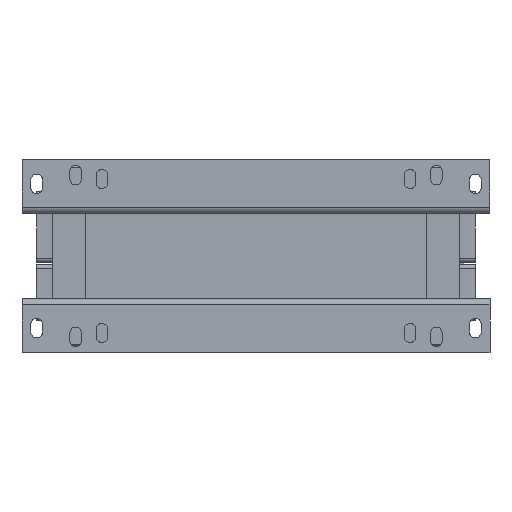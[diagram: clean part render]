
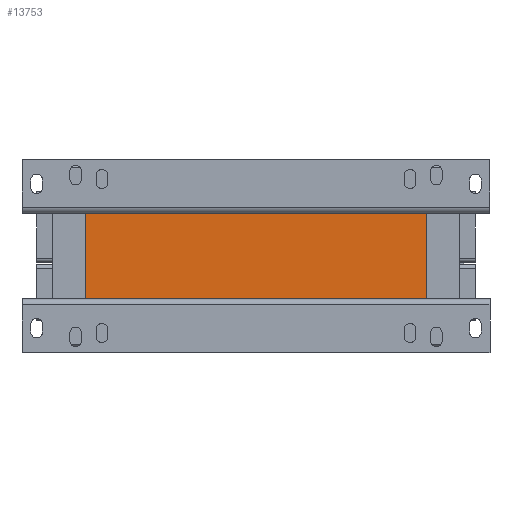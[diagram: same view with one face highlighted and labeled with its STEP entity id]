
A CAD part, front view. The second image highlights one B-rep face of the part: STEP entity #13753.
In plain terms, the highlighted planar face has unit normal (0, -1, 0).
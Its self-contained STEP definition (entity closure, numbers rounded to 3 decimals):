
#889 = ORIENTED_EDGE ( 'NONE', *, *, #12754, .T. ) ;
#3255 = LINE ( 'NONE', #5812, #27026 ) ;
#3480 = DIRECTION ( 'NONE',  ( 0., 1., 0. ) ) ;
#5812 = CARTESIAN_POINT ( 'NONE',  ( 175., -175.001, 44. ) ) ;
#6451 = VECTOR ( 'NONE', #25286, 1000. ) ;
#6480 = AXIS2_PLACEMENT_3D ( 'NONE', #9590, #3480, #24782 ) ;
#6974 = LINE ( 'NONE', #34477, #6451 ) ;
#7216 = VECTOR ( 'NONE', #31932, 1000. ) ;
#8557 = EDGE_CURVE ( 'Defeature ausgef�hrt8_25+Defeature ausgef�hrt8_18+Defeature ausgef�hrt8_216+Defeature ausgef�hrt8_215', #12900, #24033, #6974, .T. ) ;
#9590 = CARTESIAN_POINT ( 'NONE',  ( -175., -175.001, 44. ) ) ;
#9871 = PLANE ( 'NONE',  #6480 ) ;
#11096 = VERTEX_POINT ( 'NONE', #16667 ) ;
#12334 = ORIENTED_EDGE ( 'NONE', *, *, #39643, .F. ) ;
#12617 = VECTOR ( 'NONE', #14671, 1000. ) ;
#12754 = EDGE_CURVE ( 'Defeature ausgef�hrt8_25+Defeature ausgef�hrt8_215+Defeature ausgef�hrt8_18+Defeature ausgef�hrt8_20', #24033, #11096, #15023, .T. ) ;
#12900 = VERTEX_POINT ( 'NONE', #35573 ) ;
#13753 = ADVANCED_FACE ( 'Defeature ausgef�hrt8_25', ( #17897 ), #9871, .F. ) ;
#14671 = DIRECTION ( 'NONE',  ( 1., 0., 0. ) ) ;
#14796 = CARTESIAN_POINT ( 'NONE',  ( -175., -175.001, 44. ) ) ;
#15023 = LINE ( 'NONE', #18718, #7216 ) ;
#16667 = CARTESIAN_POINT ( 'NONE',  ( 175., -175.001, -44. ) ) ;
#17087 = CARTESIAN_POINT ( 'NONE',  ( 175., -175.001, 44. ) ) ;
#17897 = FACE_OUTER_BOUND ( 'NONE', #31627, .T. ) ;
#18112 = CARTESIAN_POINT ( 'NONE',  ( -175., -175.001, -44. ) ) ;
#18718 = CARTESIAN_POINT ( 'NONE',  ( -175., -175.001, -44. ) ) ;
#19462 = LINE ( 'NONE', #14796, #12617 ) ;
#24033 = VERTEX_POINT ( 'NONE', #18112 ) ;
#24782 = DIRECTION ( 'NONE',  ( 0., 0., 1. ) ) ;
#25286 = DIRECTION ( 'NONE',  ( 0., 0., -1. ) ) ;
#27026 = VECTOR ( 'NONE', #30361, 1000. ) ;
#29174 = VERTEX_POINT ( 'NONE', #17087 ) ;
#30361 = DIRECTION ( 'NONE',  ( 0., 0., -1. ) ) ;
#31471 = EDGE_CURVE ( 'Defeature ausgef�hrt8_20+Defeature ausgef�hrt8_25+Defeature ausgef�hrt8_216+Defeature ausgef�hrt8_215', #29174, #11096, #3255, .T. ) ;
#31627 = EDGE_LOOP ( 'NONE', ( #889, #38066, #12334, #35125 ) ) ;
#31932 = DIRECTION ( 'NONE',  ( 1., 0., 0. ) ) ;
#34477 = CARTESIAN_POINT ( 'NONE',  ( -175., -175.001, 44. ) ) ;
#35125 = ORIENTED_EDGE ( 'NONE', *, *, #8557, .T. ) ;
#35573 = CARTESIAN_POINT ( 'NONE',  ( -175., -175.001, 44. ) ) ;
#38066 = ORIENTED_EDGE ( 'NONE', *, *, #31471, .F. ) ;
#39643 = EDGE_CURVE ( 'Defeature ausgef�hrt8_216+Defeature ausgef�hrt8_25+Defeature ausgef�hrt8_18+Defeature ausgef�hrt8_20', #12900, #29174, #19462, .T. ) ;
